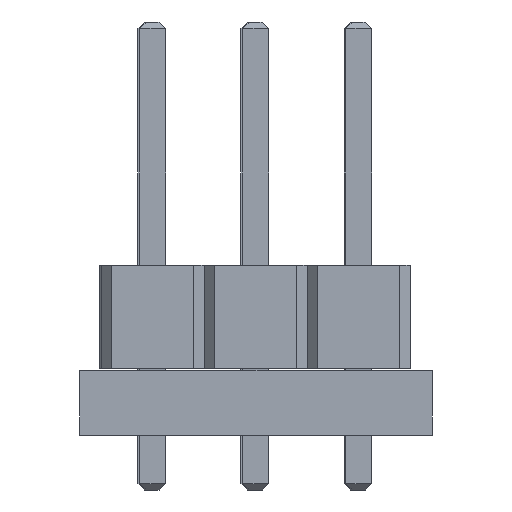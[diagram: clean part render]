
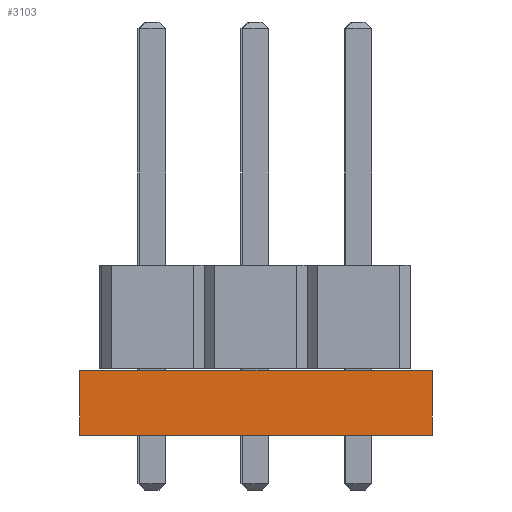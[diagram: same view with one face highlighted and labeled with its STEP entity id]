
A CAD part, left-side view. The second image highlights one B-rep face of the part: STEP entity #3103.
In plain terms, the highlighted planar face has unit normal (-1, 0, 0).
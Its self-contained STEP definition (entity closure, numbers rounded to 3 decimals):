
#3047 = VERTEX_POINT('',#3048);
#3048 = CARTESIAN_POINT('',(42.45,-52.85,1.6));
#3054 = EDGE_CURVE('',#3055,#3047,#3057,.T.);
#3055 = VERTEX_POINT('',#3056);
#3056 = CARTESIAN_POINT('',(42.45,-52.85,0.));
#3057 = LINE('',#3058,#3059);
#3058 = CARTESIAN_POINT('',(42.45,-52.85,0.));
#3059 = VECTOR('',#3060,1.);
#3060 = DIRECTION('',(0.,0.,1.));
#3103 = ADVANCED_FACE('',(#3104),#3129,.T.);
#3104 = FACE_BOUND('',#3105,.T.);
#3105 = EDGE_LOOP('',(#3106,#3107,#3115,#3123));
#3106 = ORIENTED_EDGE('',*,*,#3054,.T.);
#3107 = ORIENTED_EDGE('',*,*,#3108,.T.);
#3108 = EDGE_CURVE('',#3047,#3109,#3111,.T.);
#3109 = VERTEX_POINT('',#3110);
#3110 = CARTESIAN_POINT('',(42.45,-44.15,1.6));
#3111 = LINE('',#3112,#3113);
#3112 = CARTESIAN_POINT('',(42.45,-52.85,1.6));
#3113 = VECTOR('',#3114,1.);
#3114 = DIRECTION('',(0.,1.,0.));
#3115 = ORIENTED_EDGE('',*,*,#3116,.F.);
#3116 = EDGE_CURVE('',#3117,#3109,#3119,.T.);
#3117 = VERTEX_POINT('',#3118);
#3118 = CARTESIAN_POINT('',(42.45,-44.15,0.));
#3119 = LINE('',#3120,#3121);
#3120 = CARTESIAN_POINT('',(42.45,-44.15,0.));
#3121 = VECTOR('',#3122,1.);
#3122 = DIRECTION('',(0.,0.,1.));
#3123 = ORIENTED_EDGE('',*,*,#3124,.F.);
#3124 = EDGE_CURVE('',#3055,#3117,#3125,.T.);
#3125 = LINE('',#3126,#3127);
#3126 = CARTESIAN_POINT('',(42.45,-52.85,0.));
#3127 = VECTOR('',#3128,1.);
#3128 = DIRECTION('',(0.,1.,0.));
#3129 = PLANE('',#3130);
#3130 = AXIS2_PLACEMENT_3D('',#3131,#3132,#3133);
#3131 = CARTESIAN_POINT('',(42.45,-52.85,0.));
#3132 = DIRECTION('',(-1.,0.,0.));
#3133 = DIRECTION('',(0.,1.,0.));
